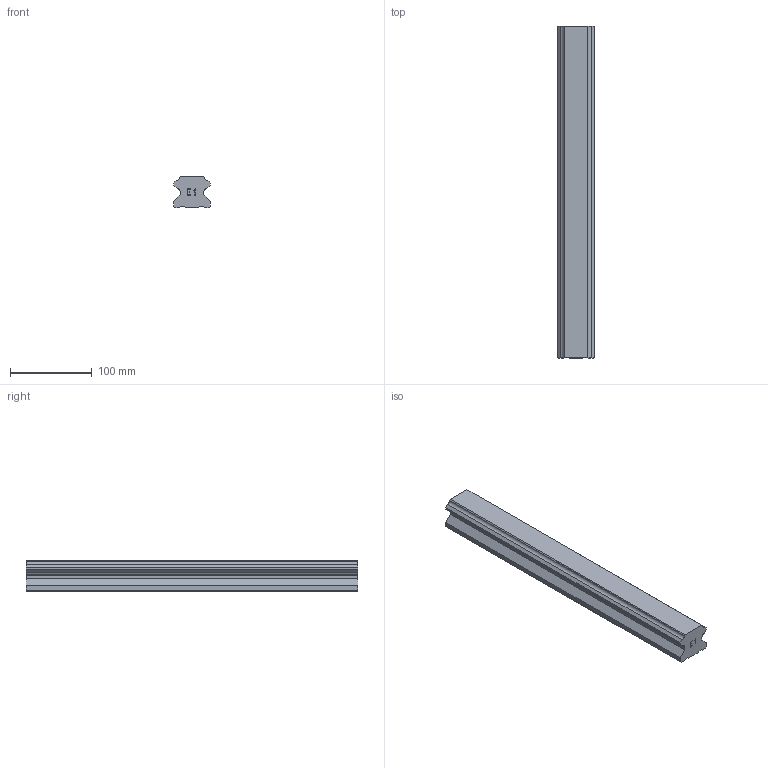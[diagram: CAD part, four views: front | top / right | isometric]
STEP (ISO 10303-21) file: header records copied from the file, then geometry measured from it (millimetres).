
FILE_DESCRIPTION(('STEP AP214'),'1');
FILE_NAME('cctmp_CAFF2D4C-6D5E-4065-95DE-38E1667207DD_2021_02_01_11_58_29_0424..stp','2021-02-01T10:58:29',('HIWIN GmbH'),('CADClick - www.CADClick.com'),'Spatial InterOp 3D',' ','unknown authorization');
FILE_SCHEMA(('AUTOMOTIVE_DESIGN'));
Length unit declared in the file: millimetre
Products named in the file (1): HGR45T405C_FILE
Bounding box: 45 x 405 x 38 mm (x, y, z)
Volume: 566862.3 mm3; surface area: 75933.3 mm2
Topology: 1 solids, 1 shells, 113 faces, 313 edges, 202 vertices
Faces by surface type: plane 93, cylinder 12, cone 8
Entity records: 4419 total; most frequent: CARTESIAN_POINT 621, ORIENTED_EDGE 610, DIRECTION 557, EDGE_CURVE 305, LINE 281, VECTOR 281, VERTEX_POINT 202, AXIS2_PLACEMENT_3D 138
